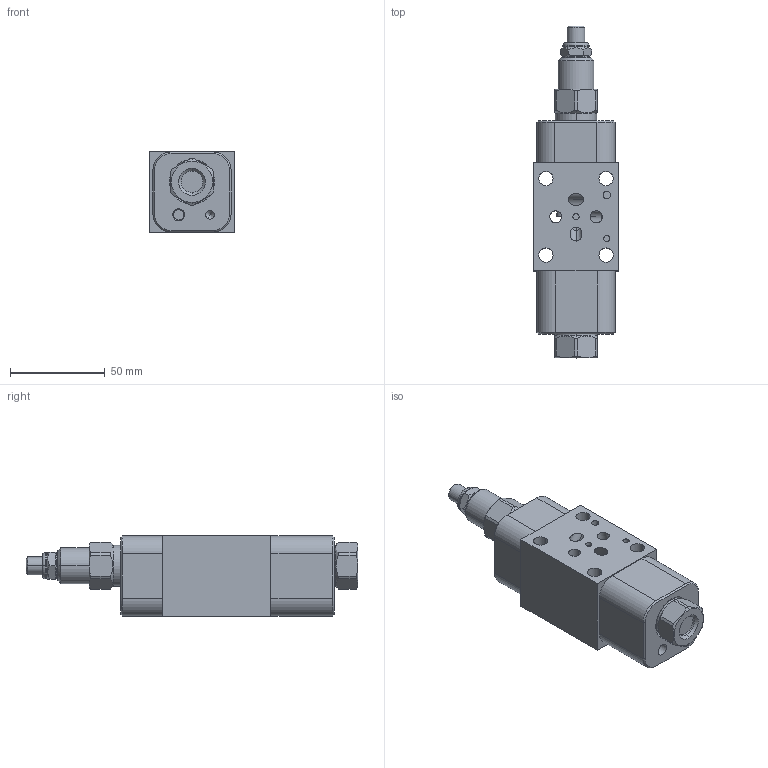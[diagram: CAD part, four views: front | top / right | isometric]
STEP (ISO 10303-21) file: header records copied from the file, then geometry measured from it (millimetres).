
FILE_DESCRIPTION((''),'2;1');
FILE_NAME('YFCILANAA_ASM','2023-11-03T',('ProEService'),(''),'PRO/ENGINEER BY PARAMETRIC TECHNOLOGY CORPORATION, 2014200','PRO/ENGINEER BY PARAMETRIC TECHNOLOGY CORPORATION, 2014200','');
FILE_SCHEMA(('CONFIG_CONTROL_DESIGN'));
Length unit declared in the file: inch
Products named in the file (8): 150-283; FDBALAN; 850-004-250; CKCHVCN; 500-001-012; 700-002; 811-001-006; YFCILANAA_ASM
Assembly tree (11 placements, depth 2):
  YFCILANAA_ASM
    150-283
    FDBALAN
    850-004-250  x2
    CKCHVCN
    500-001-012  x4
    700-002
    811-001-006
Bounding box: 44.45 x 175.52 x 43.18 mm (x, y, z)
Volume: 198065.5 mm3; surface area: 52139.4 mm2
Topology: 9 solids, 10 shells, 488 faces, 1591 edges, 1342 vertices
Faces by surface type: cylinder 207, cone 111, plane 95, torus 57, sphere 10, revolution 8
Entity records: 19684 total; most frequent: CARTESIAN_POINT 5895, DIRECTION 3012, ORIENTED_EDGE 2284, EDGE_CURVE 1142, AXIS2_PLACEMENT_3D 1105, VECTOR 794, LINE 794, VERTEX_POINT 713
